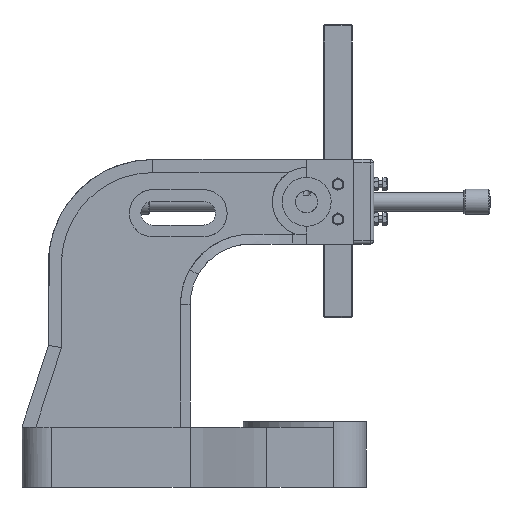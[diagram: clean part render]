
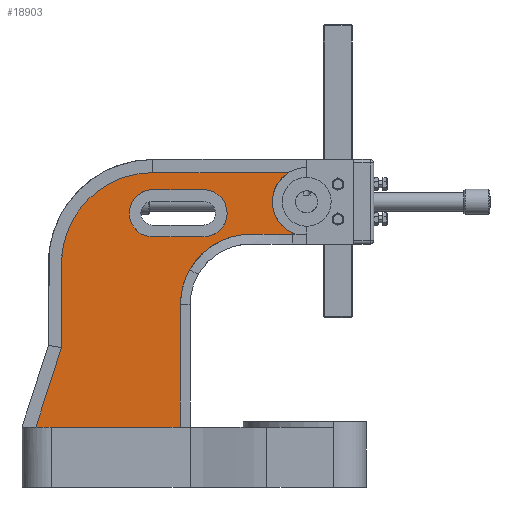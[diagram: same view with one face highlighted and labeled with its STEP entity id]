
A CAD part, left-side view. The second image highlights one B-rep face of the part: STEP entity #18903.
In plain terms, the highlighted free-form (B-spline) face has degree [1, 1] with [2, 2] control points.
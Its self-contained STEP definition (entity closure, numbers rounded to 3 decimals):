
#18903 = ADVANCED_FACE('',(#18904,#18979),#19015,.T.);
#18904 = FACE_BOUND('',#18905,.T.);
#18905 = EDGE_LOOP('',(#18906,#18915,#18922,#18929,#18945,#18952,#18959,
    #18966,#18974));
#18906 = ORIENTED_EDGE('',*,*,#18907,.T.);
#18907 = EDGE_CURVE('',#18908,#18910,#18912,.T.);
#18908 = VERTEX_POINT('',#18909);
#18909 = CARTESIAN_POINT('',(-3.747,298.323,
    150.781));
#18910 = VERTEX_POINT('',#18911);
#18911 = CARTESIAN_POINT('',(-3.747,326.112,
    64.858));
#18912 = B_SPLINE_CURVE_WITH_KNOTS('',1,(#18913,#18914),.UNSPECIFIED.,
  .F.,.F.,(2,2),(15.07,15.137),
  .PIECEWISE_BEZIER_KNOTS.);
#18913 = CARTESIAN_POINT('',(-3.747,298.323,
    150.781));
#18914 = CARTESIAN_POINT('',(-3.747,326.112,
    64.858));
#18915 = ORIENTED_EDGE('',*,*,#18916,.T.);
#18916 = EDGE_CURVE('',#18910,#18917,#18919,.T.);
#18917 = VERTEX_POINT('',#18918);
#18918 = CARTESIAN_POINT('',(-3.747,170.042,
    64.858));
#18919 = B_SPLINE_CURVE_WITH_KNOTS('',1,(#18920,#18921),.UNSPECIFIED.,
  .F.,.F.,(2,2),(8.203,13.082),
  .PIECEWISE_BEZIER_KNOTS.);
#18920 = CARTESIAN_POINT('',(-3.747,326.112,
    64.858));
#18921 = CARTESIAN_POINT('',(-3.747,170.042,
    64.858));
#18922 = ORIENTED_EDGE('',*,*,#18923,.F.);
#18923 = EDGE_CURVE('',#18924,#18917,#18926,.T.);
#18924 = VERTEX_POINT('',#18925);
#18925 = CARTESIAN_POINT('',(-3.747,170.042,
    197.093));
#18926 = B_SPLINE_CURVE_WITH_KNOTS('',1,(#18927,#18928),.UNSPECIFIED.,
  .F.,.F.,(2,2),(0.,4.134),.PIECEWISE_BEZIER_KNOTS.);
#18927 = CARTESIAN_POINT('',(-3.747,170.042,
    197.093));
#18928 = CARTESIAN_POINT('',(-3.747,170.042,
    64.858));
#18929 = ORIENTED_EDGE('',*,*,#18930,.T.);
#18930 = EDGE_CURVE('',#18924,#18931,#18933,.T.);
#18931 = VERTEX_POINT('',#18932);
#18932 = CARTESIAN_POINT('',(-3.747,94.197,
    272.94));
#18933 = B_SPLINE_CURVE_WITH_KNOTS('',3,(#18934,#18935,#18936,#18937,
    #18938,#18939,#18940,#18941,#18942,#18943,#18944),.UNSPECIFIED.,.F.,
  .F.,(4,1,1,1,1,1,1,1,4),(0.,0.374,0.77,
    1.183,1.604,2.025,2.438,
    2.834,3.208),.UNSPECIFIED.);
#18934 = CARTESIAN_POINT('',(-3.747,170.042,
    197.093));
#18935 = CARTESIAN_POINT('',(-3.747,170.042,
    201.719));
#18936 = CARTESIAN_POINT('',(-3.747,169.167,
    211.25));
#18937 = CARTESIAN_POINT('',(-3.747,165.104,
    225.385));
#18938 = CARTESIAN_POINT('',(-3.747,158.062,
    238.978));
#18939 = CARTESIAN_POINT('',(-3.747,148.21,
    251.106));
#18940 = CARTESIAN_POINT('',(-3.747,136.081,
    260.959));
#18941 = CARTESIAN_POINT('',(-3.747,122.489,
    268.001));
#18942 = CARTESIAN_POINT('',(-3.747,108.353,
    272.065));
#18943 = CARTESIAN_POINT('',(-3.747,98.823,
    272.94));
#18944 = CARTESIAN_POINT('',(-3.747,94.197,
    272.94));
#18945 = ORIENTED_EDGE('',*,*,#18946,.F.);
#18946 = EDGE_CURVE('',#18947,#18931,#18949,.T.);
#18947 = VERTEX_POINT('',#18948);
#18948 = CARTESIAN_POINT('',(-3.747,15.642,
    272.94));
#18949 = B_SPLINE_CURVE_WITH_KNOTS('',1,(#18950,#18951),.UNSPECIFIED.,
  .F.,.F.,(2,2),(-2.456,0.),.PIECEWISE_BEZIER_KNOTS.);
#18950 = CARTESIAN_POINT('',(-3.747,15.642,
    272.94));
#18951 = CARTESIAN_POINT('',(-3.747,94.197,
    272.94));
#18952 = ORIENTED_EDGE('',*,*,#18953,.T.);
#18953 = EDGE_CURVE('',#18947,#18954,#18956,.T.);
#18954 = VERTEX_POINT('',#18955);
#18955 = CARTESIAN_POINT('',(-3.747,15.642,
    339.561));
#18956 = B_SPLINE_CURVE_WITH_KNOTS('',1,(#18957,#18958),.UNSPECIFIED.,
  .F.,.F.,(2,2),(2.811,4.894),
  .PIECEWISE_BEZIER_KNOTS.);
#18957 = CARTESIAN_POINT('',(-3.747,15.642,
    272.94));
#18958 = CARTESIAN_POINT('',(-3.747,15.642,
    339.561));
#18959 = ORIENTED_EDGE('',*,*,#18960,.T.);
#18960 = EDGE_CURVE('',#18954,#18961,#18963,.T.);
#18961 = VERTEX_POINT('',#18962);
#18962 = CARTESIAN_POINT('',(-3.747,199.933,
    339.561));
#18963 = B_SPLINE_CURVE_WITH_KNOTS('',1,(#18964,#18965),.UNSPECIFIED.,
  .F.,.F.,(2,2),(1.026,6.787),
  .PIECEWISE_BEZIER_KNOTS.);
#18964 = CARTESIAN_POINT('',(-3.747,15.642,
    339.561));
#18965 = CARTESIAN_POINT('',(-3.747,199.933,
    339.561));
#18966 = ORIENTED_EDGE('',*,*,#18967,.T.);
#18967 = EDGE_CURVE('',#18961,#18968,#18970,.T.);
#18968 = VERTEX_POINT('',#18969);
#18969 = CARTESIAN_POINT('',(-3.747,298.323,
    241.172));
#18970 = ( BOUNDED_CURVE() B_SPLINE_CURVE(2,(#18971,#18972,#18973),
.UNSPECIFIED.,.F.,.F.) B_SPLINE_CURVE_WITH_KNOTS((3,3),(6.787,
12.314),.PIECEWISE_BEZIER_KNOTS.) CURVE() 
GEOMETRIC_REPRESENTATION_ITEM() RATIONAL_B_SPLINE_CURVE((1.,
0.707,1.)) REPRESENTATION_ITEM('') );
#18971 = CARTESIAN_POINT('',(-3.747,199.933,
    339.561));
#18972 = CARTESIAN_POINT('',(-3.747,298.323,
    339.561));
#18973 = CARTESIAN_POINT('',(-3.747,298.323,
    241.172));
#18974 = ORIENTED_EDGE('',*,*,#18975,.T.);
#18975 = EDGE_CURVE('',#18968,#18908,#18976,.T.);
#18976 = B_SPLINE_CURVE_WITH_KNOTS('',1,(#18977,#18978),.UNSPECIFIED.,
  .F.,.F.,(2,2),(12.314,15.07),
  .PIECEWISE_BEZIER_KNOTS.);
#18977 = CARTESIAN_POINT('',(-3.747,298.323,
    241.172));
#18978 = CARTESIAN_POINT('',(-3.747,298.323,
    150.781));
#18979 = FACE_BOUND('',#18980,.T.);
#18980 = EDGE_LOOP('',(#18981,#18993,#19000,#19010));
#18981 = ORIENTED_EDGE('',*,*,#18982,.F.);
#18982 = EDGE_CURVE('',#18983,#18985,#18987,.T.);
#18983 = VERTEX_POINT('',#18984);
#18984 = CARTESIAN_POINT('',(-3.747,144.999,
    270.358));
#18985 = VERTEX_POINT('',#18986);
#18986 = CARTESIAN_POINT('',(-3.747,144.999,
    321.048));
#18987 = ( BOUNDED_CURVE() B_SPLINE_CURVE(2,(#18988,#18989,#18990,#18991
,#18992),.UNSPECIFIED.,.F.,.F.) B_SPLINE_CURVE_WITH_KNOTS((3,2,3),(
4.687,5.313,5.939),.UNSPECIFIED.) CURVE() 
GEOMETRIC_REPRESENTATION_ITEM() RATIONAL_B_SPLINE_CURVE((1.,
0.707,1.,0.707,1.)) REPRESENTATION_ITEM('') );
#18988 = CARTESIAN_POINT('',(-3.747,144.999,
    270.358));
#18989 = CARTESIAN_POINT('',(-3.747,119.654,
    270.358));
#18990 = CARTESIAN_POINT('',(-3.747,119.654,
    295.703));
#18991 = CARTESIAN_POINT('',(-3.747,119.654,
    321.048));
#18992 = CARTESIAN_POINT('',(-3.747,144.999,
    321.048));
#18993 = ORIENTED_EDGE('',*,*,#18994,.F.);
#18994 = EDGE_CURVE('',#18995,#18983,#18997,.T.);
#18995 = VERTEX_POINT('',#18996);
#18996 = CARTESIAN_POINT('',(-3.747,199.933,
    270.358));
#18997 = B_SPLINE_CURVE_WITH_KNOTS('',1,(#18998,#18999),.UNSPECIFIED.,
  .F.,.F.,(2,2),(2.97,4.687),
  .PIECEWISE_BEZIER_KNOTS.);
#18998 = CARTESIAN_POINT('',(-3.747,199.933,
    270.358));
#18999 = CARTESIAN_POINT('',(-3.747,144.999,
    270.358));
#19000 = ORIENTED_EDGE('',*,*,#19001,.F.);
#19001 = EDGE_CURVE('',#19002,#18995,#19004,.T.);
#19002 = VERTEX_POINT('',#19003);
#19003 = CARTESIAN_POINT('',(-3.747,199.933,
    321.048));
#19004 = ( BOUNDED_CURVE() B_SPLINE_CURVE(2,(#19005,#19006,#19007,#19008
,#19009),.UNSPECIFIED.,.F.,.F.) B_SPLINE_CURVE_WITH_KNOTS((3,2,3),(
1.717,2.343,2.97),.UNSPECIFIED.) CURVE() 
GEOMETRIC_REPRESENTATION_ITEM() RATIONAL_B_SPLINE_CURVE((1.,
0.707,1.,0.707,1.)) REPRESENTATION_ITEM('') );
#19005 = CARTESIAN_POINT('',(-3.747,199.933,
    321.048));
#19006 = CARTESIAN_POINT('',(-3.747,225.278,
    321.048));
#19007 = CARTESIAN_POINT('',(-3.747,225.278,
    295.703));
#19008 = CARTESIAN_POINT('',(-3.747,225.278,
    270.358));
#19009 = CARTESIAN_POINT('',(-3.747,199.933,
    270.358));
#19010 = ORIENTED_EDGE('',*,*,#19011,.F.);
#19011 = EDGE_CURVE('',#18985,#19002,#19012,.T.);
#19012 = B_SPLINE_CURVE_WITH_KNOTS('',1,(#19013,#19014),.UNSPECIFIED.,
  .F.,.F.,(2,2),(0.,1.717),.PIECEWISE_BEZIER_KNOTS.);
#19013 = CARTESIAN_POINT('',(-3.747,144.999,
    321.048));
#19014 = CARTESIAN_POINT('',(-3.747,199.933,
    321.048));
#19015 = B_SPLINE_SURFACE_WITH_KNOTS('',1,1,(
    (#19016,#19017)
    ,(#19018,#19019
    )),.UNSPECIFIED.,.F.,.F.,.F.,(2,2),(2,2),(0.,218.125),(
    -246.526,0.),.PIECEWISE_BEZIER_KNOTS.);
#19016 = CARTESIAN_POINT('',(-3.747,326.112,
    339.561));
#19017 = CARTESIAN_POINT('',(-3.747,15.642,
    339.561));
#19018 = CARTESIAN_POINT('',(-3.747,326.112,
    64.858));
#19019 = CARTESIAN_POINT('',(-3.747,15.642,
    64.858));
